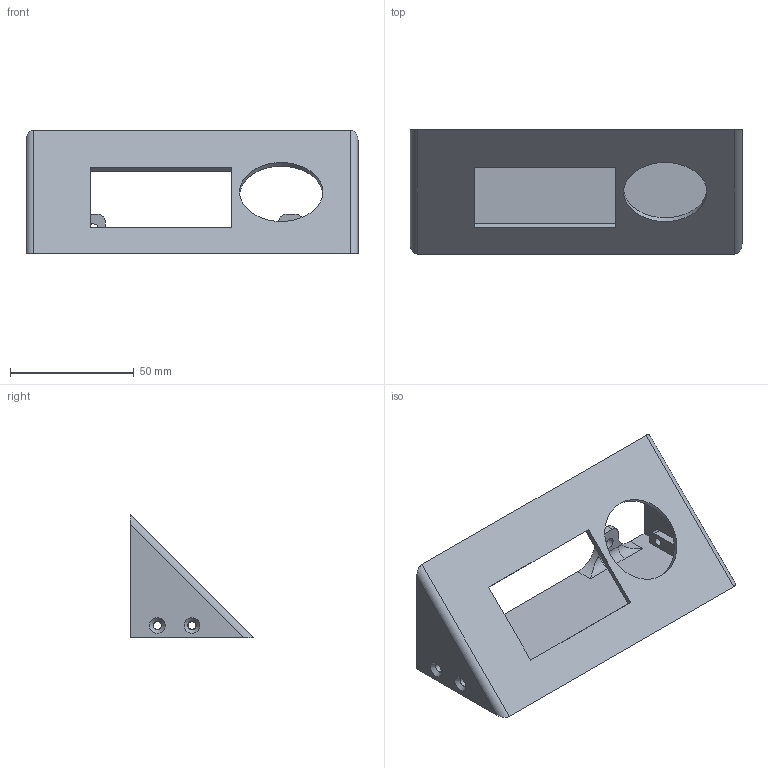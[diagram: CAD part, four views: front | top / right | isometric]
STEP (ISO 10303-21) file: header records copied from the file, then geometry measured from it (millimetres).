
FILE_DESCRIPTION(('FreeCAD Model'),'2;1');
FILE_NAME('Mini_Viki_Case.step', '2017-01-22T16:14:49',('Ax Smith-Laffin'),('AxMod Box Mods Limited'), 'Open CASCADE STEP processor 6.8','FreeCAD','Unknown');
FILE_SCHEMA(('AUTOMOTIVE_DESIGN_CC2 { 1 2 10303 214 -1 1 5 4 }'));
Length unit declared in the file: millimetre
Products named in the file (3): ASSEMBLY; Face; Base
Assembly tree (2 placements, depth 2):
  ASSEMBLY
    Face
    Base
Bounding box: 134 x 50 x 50 mm (x, y, z)
Volume: 35671.4 mm3; surface area: 33283 mm2
Topology: 2 solids, 2 shells, 86 faces, 226 edges, 152 vertices
Faces by surface type: plane 43, cylinder 39, cone 4
Full cylindrical faces by diameter (mm): 3.2 x8, 3.4 x4, 4.4 x2, 6 x4, 33.6 x1
Entity records: 6050 total; most frequent: CARTESIAN_POINT 1425, DIRECTION 859, LINE 496, VECTOR 496, ORIENTED_EDGE 452, PCURVE 452, DEFINITIONAL_REPRESENTATION 452, EDGE_CURVE 226
